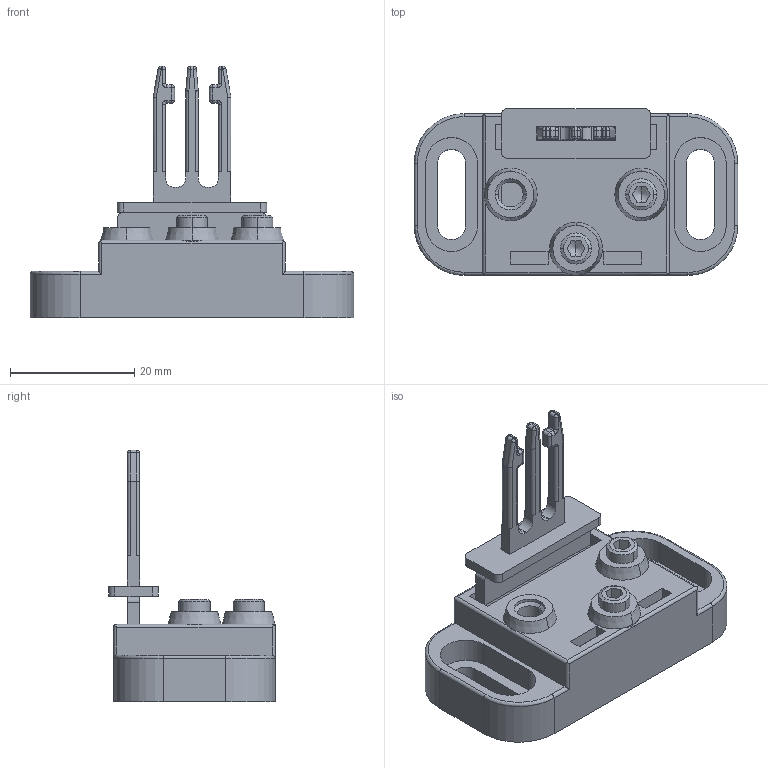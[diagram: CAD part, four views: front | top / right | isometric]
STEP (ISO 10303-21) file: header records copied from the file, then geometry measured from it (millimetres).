
FILE_DESCRIPTION (( 'STEP AP214' ), '1' );
FILE_NAME ('KEY19.step', '2017-12-19T21:39:09', ( '' ), ( '' ), 'SwSTEP 2.0', 'SolidWorks 2017', '' );
FILE_SCHEMA (( 'AUTOMOTIVE_DESIGN' ));
Length unit declared in the file: inch
Products named in the file (1): KEY19
Bounding box: 52 x 26.8 x 40.5 mm (x, y, z)
Volume: 8904.7 mm3; surface area: 9384.5 mm2
Topology: 5 solids, 5 shells, 295 faces, 758 edges, 460 vertices
Faces by surface type: cylinder 127, plane 112, bspline 32, cone 24
Entity records: 13232 total; most frequent: CARTESIAN_POINT 2278, ORIENTED_EDGE 1484, DIRECTION 1467, EDGE_CURVE 742, AXIS2_PLACEMENT_3D 517, VERTEX_POINT 460, VECTOR 433, LINE 433
